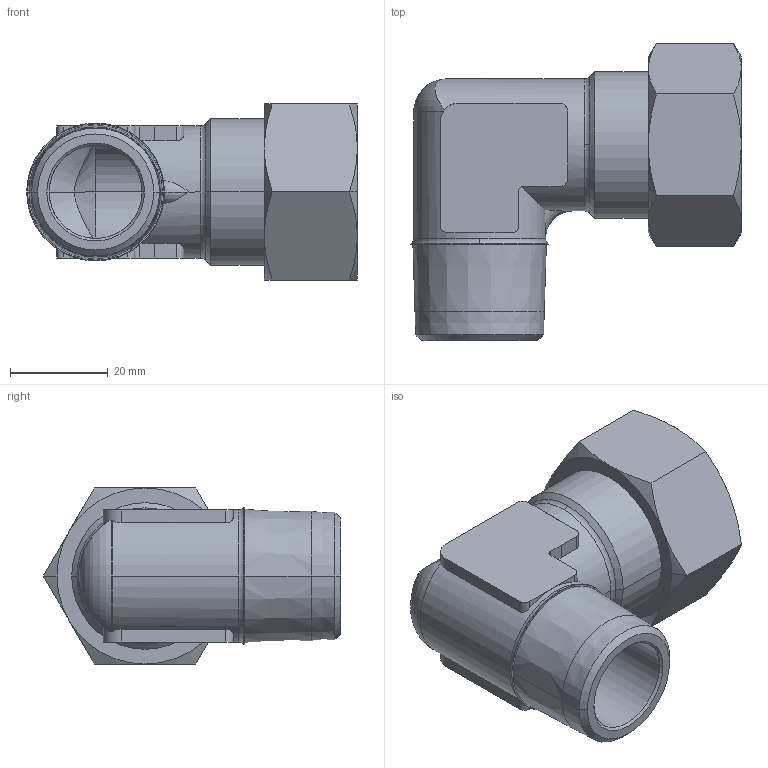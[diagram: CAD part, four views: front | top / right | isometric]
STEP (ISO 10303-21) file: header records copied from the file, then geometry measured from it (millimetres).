
FILE_DESCRIPTION(('STEP AP214'),'1');
FILE_NAME('0109_22_27.stp','2016-07-07T14:32:24',('TraceParts'),('TraceParts S.A.'),'Spatial InterOp 3D',' ',' ');
FILE_SCHEMA(('automotive_design'));
Length unit declared in the file: millimetre
Products named in the file (1): 1
Bounding box: 67.61 x 60.78 x 36 mm (x, y, z)
Volume: 36318.3 mm3; surface area: 16666.3 mm2
Topology: 1 solids, 1 shells, 105 faces, 262 edges, 164 vertices
Faces by surface type: plane 35, cone 34, cylinder 29, torus 7
Entity records: 3627 total; most frequent: CARTESIAN_POINT 1154, ORIENTED_EDGE 524, DIRECTION 522, EDGE_CURVE 262, AXIS2_PLACEMENT_3D 212, VERTEX_POINT 164, EDGE_LOOP 112, ADVANCED_FACE 105
